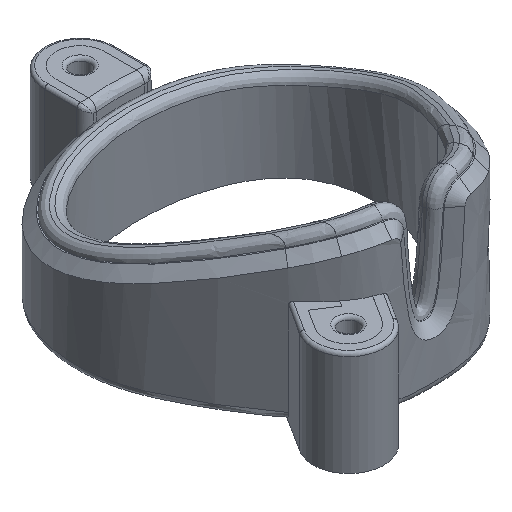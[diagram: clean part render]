
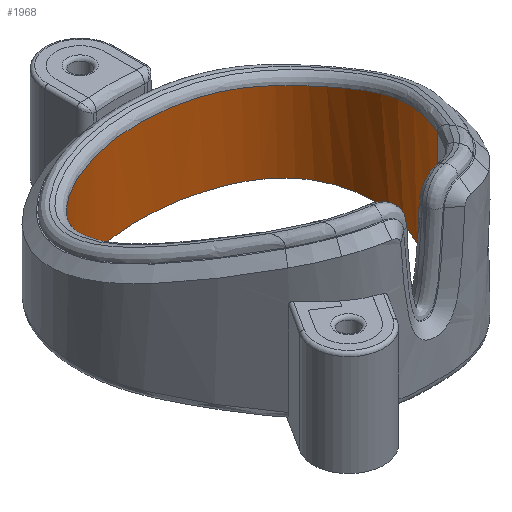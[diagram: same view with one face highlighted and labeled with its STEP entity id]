
A CAD part, isometric view. The second image highlights one B-rep face of the part: STEP entity #1968.
In plain terms, the highlighted free-form (B-spline) face has degree [3, 1] with [19, 2] control points.
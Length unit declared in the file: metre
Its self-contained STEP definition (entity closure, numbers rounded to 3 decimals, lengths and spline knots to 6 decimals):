
#246=B_SPLINE_CURVE_WITH_KNOTS('',3,(#5164,#5165,#5166,#5167,#5168,#5169,
#5170,#5171,#5172,#5173,#5174,#5175,#5176,#5177,#5178,#5179,#5180,#5181,
#5182,#5183,#5184,#5185,#5186,#5187,#5188,#5189,#5190),.UNSPECIFIED.,.F.,
 .F.,(4,1,1,1,1,1,1,1,1,1,1,1,1,1,1,1,1,1,1,1,1,1,1,1,4),(0.,
0.004838,0.009676,0.012095,0.014514,
0.016933,0.019352,0.021771,0.02419,
0.026609,0.029028,0.033866,0.038704,
0.043542,0.048379,0.050798,0.053217,
0.055636,0.058055,0.060474,0.062893,
0.065312,0.067731,0.072569,0.077407),
 .UNSPECIFIED.);
#247=B_SPLINE_CURVE_WITH_KNOTS('',3,(#5194,#5195,#5196,#5197,#5198,#5199,
#5200,#5201,#5202,#5203,#5204,#5205,#5206),.UNSPECIFIED.,.T.,.F.,(1,3,1,
1,1,1,1,1,1,1,1,3,1),(-0.119499,0.,0.119499,0.21531,
0.31112,0.420568,0.5,0.579432,0.68888,
0.78469,0.880501,1.,1.119499),.UNSPECIFIED.);
#690=ORIENTED_EDGE('',*,*,#1097,.F.);
#691=ORIENTED_EDGE('',*,*,#1098,.T.);
#692=ORIENTED_EDGE('',*,*,#1099,.T.);
#693=ORIENTED_EDGE('',*,*,#1100,.F.);
#1097=EDGE_CURVE('',#1322,#1323,#1459,.T.);
#1098=EDGE_CURVE('',#1322,#1324,#246,.T.);
#1099=EDGE_CURVE('',#1324,#1325,#1460,.T.);
#1100=EDGE_CURVE('',#1323,#1325,#247,.T.);
#1322=VERTEX_POINT('',#5162);
#1323=VERTEX_POINT('',#5163);
#1324=VERTEX_POINT('',#5191);
#1325=VERTEX_POINT('',#5193);
#1459=LINE('',#5161,#1565);
#1460=LINE('',#5192,#1566);
#1565=VECTOR('',#2394,1.);
#1566=VECTOR('',#2395,1.);
#1676=EDGE_LOOP('',(#690,#691,#692,#693));
#1805=FACE_BOUND('',#1676,.T.);
#1884=B_SPLINE_SURFACE_WITH_KNOTS('',3,1,((#5123,#5124),(#5125,#5126),(#5127,
#5128),(#5129,#5130),(#5131,#5132),(#5133,#5134),(#5135,#5136),(#5137,#5138),
(#5139,#5140),(#5141,#5142),(#5143,#5144),(#5145,#5146),(#5147,#5148),(#5149,
#5150),(#5151,#5152),(#5153,#5154),(#5155,#5156),(#5157,#5158),(#5159,#5160)),
 .SURF_OF_LINEAR_EXTRUSION.,.F.,.F.,.F.,(4,1,1,1,1,1,1,1,1,1,1,1,1,1,1,
1,4),(2,2),(0.654566,0.697745,0.740925,0.784104,
0.827283,0.870462,0.913642,0.956821,
1.,1.043179,1.086358,1.129538,1.172717,1.215896,
1.259075,1.302255,1.345434),(0.,1.),.UNSPECIFIED.);
#1968=ADVANCED_FACE('',(#1805),#1884,.T.);
#2394=DIRECTION('',(0.,0.,-1.));
#2395=DIRECTION('',(0.,0.,-1.));
#5123=CARTESIAN_POINT('',(0.01162,-0.008704,0.016601));
#5124=CARTESIAN_POINT('',(0.01162,-0.008704,0.));
#5125=CARTESIAN_POINT('',(0.012546,-0.007264,0.016601));
#5126=CARTESIAN_POINT('',(0.012546,-0.007264,0.));
#5127=CARTESIAN_POINT('',(0.014227,-0.004318,0.016601));
#5128=CARTESIAN_POINT('',(0.014227,-0.004318,0.));
#5129=CARTESIAN_POINT('',(0.016011,-0.000476,0.016601));
#5130=CARTESIAN_POINT('',(0.016011,-0.000476,0.));
#5131=CARTESIAN_POINT('',(0.016839,0.003359,0.016601));
#5132=CARTESIAN_POINT('',(0.016839,0.003359,0.));
#5133=CARTESIAN_POINT('',(0.016484,0.007614,0.016601));
#5134=CARTESIAN_POINT('',(0.016484,0.007614,0.));
#5135=CARTESIAN_POINT('',(0.014652,0.011618,0.016601));
#5136=CARTESIAN_POINT('',(0.014652,0.011618,0.));
#5137=CARTESIAN_POINT('',(0.01093,0.014599,0.016601));
#5138=CARTESIAN_POINT('',(0.01093,0.014599,0.));
#5139=CARTESIAN_POINT('',(0.005802,0.016393,0.016601));
#5140=CARTESIAN_POINT('',(0.005802,0.016393,0.));
#5141=CARTESIAN_POINT('',(0.,0.017005,0.016601));
#5142=CARTESIAN_POINT('',(0.,0.017005,0.));
#5143=CARTESIAN_POINT('',(-0.005802,0.016393,0.016601));
#5144=CARTESIAN_POINT('',(-0.005802,0.016393,0.));
#5145=CARTESIAN_POINT('',(-0.01093,0.014599,0.016601));
#5146=CARTESIAN_POINT('',(-0.01093,0.014599,0.));
#5147=CARTESIAN_POINT('',(-0.014652,0.011618,0.016601));
#5148=CARTESIAN_POINT('',(-0.014652,0.011618,0.));
#5149=CARTESIAN_POINT('',(-0.016484,0.007614,0.016601));
#5150=CARTESIAN_POINT('',(-0.016484,0.007614,0.));
#5151=CARTESIAN_POINT('',(-0.016839,0.003359,0.016601));
#5152=CARTESIAN_POINT('',(-0.016839,0.003359,0.));
#5153=CARTESIAN_POINT('',(-0.016011,-0.000476,0.016601));
#5154=CARTESIAN_POINT('',(-0.016011,-0.000476,0.));
#5155=CARTESIAN_POINT('',(-0.014227,-0.004318,0.016601));
#5156=CARTESIAN_POINT('',(-0.014227,-0.004318,0.));
#5157=CARTESIAN_POINT('',(-0.012546,-0.007264,0.016601));
#5158=CARTESIAN_POINT('',(-0.012546,-0.007264,0.));
#5159=CARTESIAN_POINT('',(-0.01162,-0.008704,0.016601));
#5160=CARTESIAN_POINT('',(-0.01162,-0.008704,0.));
#5161=CARTESIAN_POINT('',(0.01162,-0.008704,0.022));
#5162=CARTESIAN_POINT('',(0.01162,-0.008704,0.016502));
#5163=CARTESIAN_POINT('',(0.01162,-0.008704,0.));
#5164=CARTESIAN_POINT('',(0.01162,-0.008704,0.016502));
#5165=CARTESIAN_POINT('',(0.012449,-0.007414,0.015995));
#5166=CARTESIAN_POINT('',(0.013982,-0.004758,0.014989));
#5167=CARTESIAN_POINT('',(0.01566,-0.001321,0.01372));
#5168=CARTESIAN_POINT('',(0.016478,0.001626,0.012639));
#5169=CARTESIAN_POINT('',(0.016724,0.003883,0.011841));
#5170=CARTESIAN_POINT('',(0.016595,0.006169,0.011102));
#5171=CARTESIAN_POINT('',(0.016052,0.008457,0.010467));
#5172=CARTESIAN_POINT('',(0.015024,0.010638,0.010031));
#5173=CARTESIAN_POINT('',(0.013506,0.012514,0.009919));
#5174=CARTESIAN_POINT('',(0.011557,0.013985,0.010048));
#5175=CARTESIAN_POINT('',(0.008678,0.015447,0.010257));
#5176=CARTESIAN_POINT('',(0.004818,0.016526,0.010434));
#5177=CARTESIAN_POINT('',(-0.000051,0.016939,0.010496));
#5178=CARTESIAN_POINT('',(-0.004809,0.016524,0.010434));
#5179=CARTESIAN_POINT('',(-0.008712,0.015436,0.010255));
#5180=CARTESIAN_POINT('',(-0.011583,0.013968,0.010046));
#5181=CARTESIAN_POINT('',(-0.013524,0.012499,0.009918));
#5182=CARTESIAN_POINT('',(-0.015057,0.010587,0.010037));
#5183=CARTESIAN_POINT('',(-0.016066,0.008411,0.010479));
#5184=CARTESIAN_POINT('',(-0.0166,0.006137,0.011111));
#5185=CARTESIAN_POINT('',(-0.016723,0.00382,0.011862));
#5186=CARTESIAN_POINT('',(-0.016465,0.001559,0.012663));
#5187=CARTESIAN_POINT('',(-0.015631,-0.001392,0.013746));
#5188=CARTESIAN_POINT('',(-0.013963,-0.004788,0.015));
#5189=CARTESIAN_POINT('',(-0.012444,-0.007422,0.015998));
#5190=CARTESIAN_POINT('',(-0.01162,-0.008704,0.016502));
#5191=CARTESIAN_POINT('',(-0.01162,-0.008704,0.016502));
#5192=CARTESIAN_POINT('',(-0.01162,-0.008704,0.022));
#5193=CARTESIAN_POINT('',(-0.01162,-0.008704,0.));
#5194=CARTESIAN_POINT('',(0.,0.016801,0.));
#5195=CARTESIAN_POINT('',(-0.005354,0.016801,0.));
#5196=CARTESIAN_POINT('',(-0.014999,0.013995,0.));
#5197=CARTESIAN_POINT('',(-0.017615,0.003132,0.));
#5198=CARTESIAN_POINT('',(-0.014053,-0.00517,0.));
#5199=CARTESIAN_POINT('',(-0.007072,-0.016034,0.));
#5200=CARTESIAN_POINT('',(0.,-0.016134,0.));
#5201=CARTESIAN_POINT('',(0.007072,-0.016034,0.));
#5202=CARTESIAN_POINT('',(0.014053,-0.00517,0.));
#5203=CARTESIAN_POINT('',(0.017615,0.003132,0.));
#5204=CARTESIAN_POINT('',(0.014999,0.013995,0.));
#5205=CARTESIAN_POINT('',(0.005354,0.016801,0.));
#5206=CARTESIAN_POINT('',(0.,0.016801,0.));
